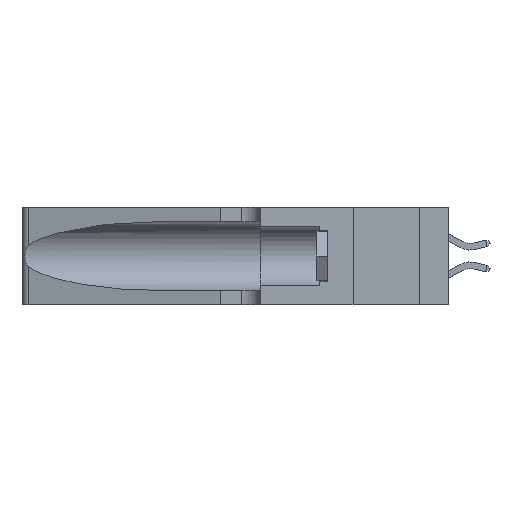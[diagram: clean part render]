
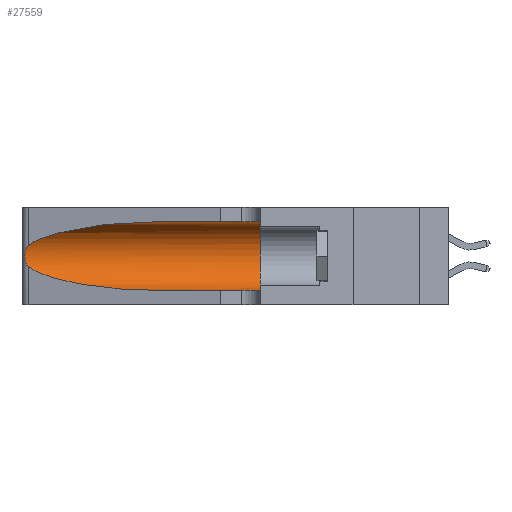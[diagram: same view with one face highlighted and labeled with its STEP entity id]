
A CAD part, left-side view. The second image highlights one B-rep face of the part: STEP entity #27559.
In plain terms, the highlighted cylindrical face has radius 3.308 mm (diameter 6.617 mm), a partial arc.
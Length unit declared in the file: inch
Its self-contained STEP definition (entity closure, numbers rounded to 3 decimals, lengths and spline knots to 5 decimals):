
#133 = CARTESIAN_POINT ( 'NONE',  ( 0.1305, 0.72297, 0.05475 ) ) ;
#627 = EDGE_CURVE ( 'NONE', #4535, #4293, #20871, .T. ) ;
#1115 = VERTEX_POINT ( 'NONE', #133 ) ;
#1138 = CARTESIAN_POINT ( 'NONE',  ( 0.25487, 1.22718, 0.22369 ) ) ;
#1864 = CARTESIAN_POINT ( 'NONE',  ( 0.25487, 1.22718, 0.14631 ) ) ;
#2251 = VECTOR ( 'NONE', #23089, 39.37008 ) ;
#2313 = CARTESIAN_POINT ( 'NONE',  ( 0.25789, 1.23486, 0.15765 ) ) ;
#2753 = DIRECTION ( 'NONE',  ( 0., -1., 0. ) ) ;
#3012 = CYLINDRICAL_SURFACE ( 'NONE', #23138, 0.13025 ) ;
#4049 = CARTESIAN_POINT ( 'NONE',  ( 0.1305, 1.61858, 0.05475 ) ) ;
#4104 = B_SPLINE_CURVE_WITH_KNOTS ( 'NONE', 3,
 ( #6920, #20878, #23265, #9266, #25586, #11615, #27957, #13972, #26186, #16310, #2313, #18630, #4657, #20982 ),
 .UNSPECIFIED., .F., .F.,
 ( 4, 2, 2, 2, 2, 2, 4 ),
 ( 0., 0.00027, 0.00053, 0.00107, 0.0016, 0.00187, 0.00214 ),
 .UNSPECIFIED. ) ;
#4293 = VERTEX_POINT ( 'NONE', #8187 ) ;
#4535 = VERTEX_POINT ( 'NONE', #20773 ) ;
#4657 = CARTESIAN_POINT ( 'NONE',  ( 0.25555, 1.22993, 0.14849 ) ) ;
#5841 = CARTESIAN_POINT ( 'NONE',  ( 0.2373, 1.15595, 0.08982 ) ) ;
#6487 = EDGE_CURVE ( 'NONE', #19867, #7065, #4104, .T. ) ;
#6920 = CARTESIAN_POINT ( 'NONE',  ( 0.25487, 1.22718, 0.22369 ) ) ;
#7065 = VERTEX_POINT ( 'NONE', #1864 ) ;
#7462 = CARTESIAN_POINT ( 'NONE',  ( 0.1305, 1.61858, 0.31525 ) ) ;
#8187 = CARTESIAN_POINT ( 'NONE',  ( 0.1305, 0.35, 0.31525 ) ) ;
#8460 = LINE ( 'NONE', #4049, #13929 ) ;
#8611 =( BOUNDED_CURVE ( )  B_SPLINE_CURVE ( 3, ( #19798, #5841, #26884, #12892 ),
 .UNSPECIFIED., .F., .F. ) 
 B_SPLINE_CURVE_WITH_KNOTS ( ( 4, 4 ),
 ( 3.44316, 4.71239 ),
 .UNSPECIFIED. ) 
 CURVE ( )  GEOMETRIC_REPRESENTATION_ITEM ( )  RATIONAL_B_SPLINE_CURVE ( ( 1., 0.87, 0.87, 1. ) ) 
 REPRESENTATION_ITEM ( '' )  );
#8848 = ORIENTED_EDGE ( 'NONE', *, *, #627, .F. ) ;
#9266 = CARTESIAN_POINT ( 'NONE',  ( 0.25787, 1.23484, 0.2124 ) ) ;
#9740 = EDGE_LOOP ( 'NONE', ( #17150, #12809, #28765, #24353, #15552, #8848 ) ) ;
#11001 = DIRECTION ( 'NONE',  ( 0., 1., 0. ) ) ;
#11615 = CARTESIAN_POINT ( 'NONE',  ( 0.26018, 1.23835, 0.19895 ) ) ;
#11704 = CARTESIAN_POINT ( 'NONE',  ( 0.25487, 1.22718, 0.22369 ) ) ;
#12809 = ORIENTED_EDGE ( 'NONE', *, *, #6487, .T. ) ;
#12814 = CARTESIAN_POINT ( 'NONE',  ( 0.1305, 0.72297, 0.31525 ) ) ;
#12892 = CARTESIAN_POINT ( 'NONE',  ( 0.1305, 0.72297, 0.05475 ) ) ;
#13189 = EDGE_CURVE ( 'NONE', #4535, #19867, #19427, .T. ) ;
#13929 = VECTOR ( 'NONE', #20351, 39.37008 ) ;
#13972 = CARTESIAN_POINT ( 'NONE',  ( 0.26075, 1.23896, 0.178 ) ) ;
#14514 = CARTESIAN_POINT ( 'NONE',  ( 0.1305, 1.61858, 0.185 ) ) ;
#14682 = CIRCLE ( 'NONE', #24558, 0.13025 ) ;
#15172 = CARTESIAN_POINT ( 'NONE',  ( 0.2373, 1.15595, 0.28018 ) ) ;
#15552 = ORIENTED_EDGE ( 'NONE', *, *, #19662, .F. ) ;
#16310 = CARTESIAN_POINT ( 'NONE',  ( 0.25856, 1.23593, 0.16098 ) ) ;
#17150 = ORIENTED_EDGE ( 'NONE', *, *, #13189, .T. ) ;
#18630 = CARTESIAN_POINT ( 'NONE',  ( 0.25639, 1.23186, 0.15144 ) ) ;
#19427 =( BOUNDED_CURVE ( )  B_SPLINE_CURVE ( 3, ( #12814, #22100, #15172, #1138 ),
 .UNSPECIFIED., .F., .T. ) 
 B_SPLINE_CURVE_WITH_KNOTS ( ( 4, 4 ),
 ( 1.5708, 2.84003 ),
 .UNSPECIFIED. ) 
 CURVE ( )  GEOMETRIC_REPRESENTATION_ITEM ( )  RATIONAL_B_SPLINE_CURVE ( ( 1., 0.87, 0.87, 1. ) ) 
 REPRESENTATION_ITEM ( '' )  );
#19662 = EDGE_CURVE ( 'NONE', #4293, #28919, #14682, .T. ) ;
#19798 = CARTESIAN_POINT ( 'NONE',  ( 0.25487, 1.22718, 0.14631 ) ) ;
#19867 = VERTEX_POINT ( 'NONE', #11704 ) ;
#20351 = DIRECTION ( 'NONE',  ( 0., -1., 0. ) ) ;
#20773 = CARTESIAN_POINT ( 'NONE',  ( 0.1305, 0.72297, 0.31525 ) ) ;
#20871 = LINE ( 'NONE', #7462, #2251 ) ;
#20878 = CARTESIAN_POINT ( 'NONE',  ( 0.25555, 1.22994, 0.2215 ) ) ;
#20982 = CARTESIAN_POINT ( 'NONE',  ( 0.25487, 1.22718, 0.14631 ) ) ;
#21378 = EDGE_CURVE ( 'NONE', #7065, #1115, #8611, .T. ) ;
#21648 = FACE_OUTER_BOUND ( 'NONE', #9740, .T. ) ;
#21884 = CARTESIAN_POINT ( 'NONE',  ( 0.1305, 0.35, 0.05475 ) ) ;
#22100 = CARTESIAN_POINT ( 'NONE',  ( 0.18966, 0.96281, 0.31525 ) ) ;
#23089 = DIRECTION ( 'NONE',  ( 0., -1., 0. ) ) ;
#23138 = AXIS2_PLACEMENT_3D ( 'NONE', #14514, #2753, #28491 ) ;
#23265 = CARTESIAN_POINT ( 'NONE',  ( 0.25639, 1.23184, 0.21858 ) ) ;
#24353 = ORIENTED_EDGE ( 'NONE', *, *, #28454, .T. ) ;
#24558 = AXIS2_PLACEMENT_3D ( 'NONE', #24979, #11001, #27338 ) ;
#24979 = CARTESIAN_POINT ( 'NONE',  ( 0.1305, 0.35, 0.185 ) ) ;
#25586 = CARTESIAN_POINT ( 'NONE',  ( 0.25854, 1.2359, 0.20912 ) ) ;
#26186 = CARTESIAN_POINT ( 'NONE',  ( 0.26017, 1.23833, 0.17102 ) ) ;
#26884 = CARTESIAN_POINT ( 'NONE',  ( 0.18966, 0.96281, 0.05475 ) ) ;
#27338 = DIRECTION ( 'NONE',  ( 0., 0., 1. ) ) ;
#27559 = ADVANCED_FACE ( 'NONE', ( #21648 ), #3012, .F. ) ;
#27957 = CARTESIAN_POINT ( 'NONE',  ( 0.26075, 1.23896, 0.19203 ) ) ;
#28454 = EDGE_CURVE ( 'NONE', #1115, #28919, #8460, .T. ) ;
#28491 = DIRECTION ( 'NONE',  ( 0., 0., -1. ) ) ;
#28765 = ORIENTED_EDGE ( 'NONE', *, *, #21378, .T. ) ;
#28919 = VERTEX_POINT ( 'NONE', #21884 ) ;
